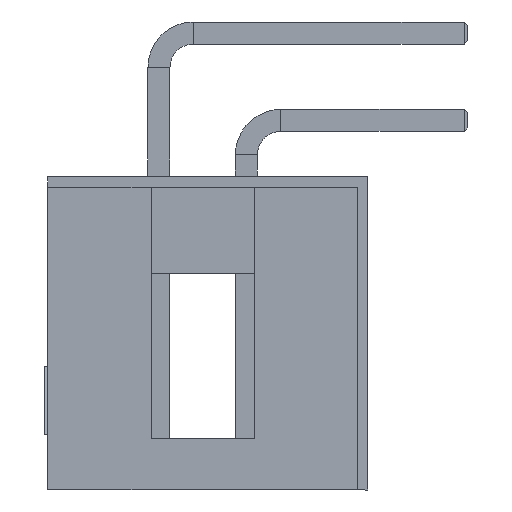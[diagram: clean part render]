
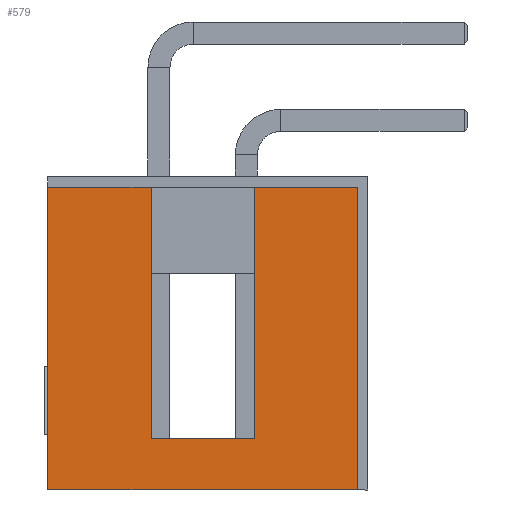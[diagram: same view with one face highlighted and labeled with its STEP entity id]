
A CAD part, left-side view. The second image highlights one B-rep face of the part: STEP entity #579.
In plain terms, the highlighted planar face has unit normal (-1, 0, 0).
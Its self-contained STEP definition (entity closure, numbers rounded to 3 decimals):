
#387 = CARTESIAN_POINT ( 'NONE',  ( -13.96, 9.3, -12.01 ) ) ;
#579 = ADVANCED_FACE ( 'NONE', ( #17682 ), #3521, .T. ) ;
#585 = EDGE_CURVE ( 'NONE', #18225, #7036, #5820, .T. ) ;
#784 = CARTESIAN_POINT ( 'NONE',  ( -13.96, 6.3, -3.21 ) ) ;
#1159 = DIRECTION ( 'NONE',  ( 0., -1., 0. ) ) ;
#1326 = DIRECTION ( 'NONE',  ( 0., 1., 0. ) ) ;
#1631 = EDGE_CURVE ( 'NONE', #11823, #15055, #20252, .T. ) ;
#1848 = VERTEX_POINT ( 'NONE', #5975 ) ;
#2683 = DIRECTION ( 'NONE',  ( 0., 0., 1. ) ) ;
#2692 = LINE ( 'NONE', #7860, #15345 ) ;
#2703 = VECTOR ( 'NONE', #19595, 1000. ) ;
#3521 = PLANE ( 'NONE',  #18091 ) ;
#3578 = ORIENTED_EDGE ( 'NONE', *, *, #6665, .T. ) ;
#3881 = EDGE_CURVE ( 'NONE', #1848, #15055, #7007, .T. ) ;
#3891 = LINE ( 'NONE', #15142, #16068 ) ;
#3967 = ORIENTED_EDGE ( 'NONE', *, *, #585, .F. ) ;
#4092 = DIRECTION ( 'NONE',  ( 0., 0., 1. ) ) ;
#4438 = LINE ( 'NONE', #7450, #17713 ) ;
#4887 = VECTOR ( 'NONE', #1159, 1000. ) ;
#5580 = VERTEX_POINT ( 'NONE', #9722 ) ;
#5702 = ORIENTED_EDGE ( 'NONE', *, *, #11704, .T. ) ;
#5820 = LINE ( 'NONE', #7579, #4887 ) ;
#5900 = DIRECTION ( 'NONE',  ( 0., 0., 1. ) ) ;
#5975 = CARTESIAN_POINT ( 'NONE',  ( -13.96, 3.3, -3.21 ) ) ;
#6665 = EDGE_CURVE ( 'NONE', #17860, #11823, #7124, .T. ) ;
#7007 = LINE ( 'NONE', #13310, #2703 ) ;
#7036 = VERTEX_POINT ( 'NONE', #784 ) ;
#7124 = LINE ( 'NONE', #13432, #19125 ) ;
#7449 = LINE ( 'NONE', #9180, #11226 ) ;
#7450 = CARTESIAN_POINT ( 'NONE',  ( -13.96, 4.8, -10.51 ) ) ;
#7579 = CARTESIAN_POINT ( 'NONE',  ( -13.96, 4.8, -3.21 ) ) ;
#7653 = ORIENTED_EDGE ( 'NONE', *, *, #3881, .F. ) ;
#7860 = CARTESIAN_POINT ( 'NONE',  ( -13.96, 9.3, -12.01 ) ) ;
#8022 = ORIENTED_EDGE ( 'NONE', *, *, #1631, .T. ) ;
#8512 = VECTOR ( 'NONE', #5900, 1000. ) ;
#8933 = CARTESIAN_POINT ( 'NONE',  ( -13.96, 3.3, -10.51 ) ) ;
#9111 = DIRECTION ( 'NONE',  ( -1., 0., 0. ) ) ;
#9180 = CARTESIAN_POINT ( 'NONE',  ( -13.96, 3.3, -10.51 ) ) ;
#9532 = ORIENTED_EDGE ( 'NONE', *, *, #19109, .F. ) ;
#9717 = CARTESIAN_POINT ( 'NONE',  ( -13.96, 9.3, -3.21 ) ) ;
#9722 = CARTESIAN_POINT ( 'NONE',  ( -13.96, 6.3, -10.51 ) ) ;
#11226 = VECTOR ( 'NONE', #2683, 1000. ) ;
#11559 = EDGE_CURVE ( 'NONE', #19591, #5580, #4438, .T. ) ;
#11704 = EDGE_CURVE ( 'NONE', #5580, #7036, #3891, .T. ) ;
#11823 = VERTEX_POINT ( 'NONE', #13897 ) ;
#12233 = DIRECTION ( 'NONE',  ( 0., 1., 0. ) ) ;
#13310 = CARTESIAN_POINT ( 'NONE',  ( -13.96, 4.8, -3.21 ) ) ;
#13432 = CARTESIAN_POINT ( 'NONE',  ( -13.96, 4.8, -12.01 ) ) ;
#13748 = DIRECTION ( 'NONE',  ( 0., 0., 1. ) ) ;
#13897 = CARTESIAN_POINT ( 'NONE',  ( -13.96, 0.3, -12.01 ) ) ;
#14045 = EDGE_LOOP ( 'NONE', ( #7653, #17200, #20180, #5702, #3967, #9532, #3578, #8022 ) ) ;
#14369 = EDGE_CURVE ( 'NONE', #19591, #1848, #7449, .T. ) ;
#15055 = VERTEX_POINT ( 'NONE', #18641 ) ;
#15142 = CARTESIAN_POINT ( 'NONE',  ( -13.96, 6.3, -10.51 ) ) ;
#15345 = VECTOR ( 'NONE', #13748, 1000. ) ;
#15612 = CARTESIAN_POINT ( 'NONE',  ( -13.96, 0.3, -12.01 ) ) ;
#16068 = VECTOR ( 'NONE', #4092, 1000. ) ;
#17200 = ORIENTED_EDGE ( 'NONE', *, *, #14369, .F. ) ;
#17682 = FACE_OUTER_BOUND ( 'NONE', #14045, .T. ) ;
#17713 = VECTOR ( 'NONE', #1326, 1000. ) ;
#17860 = VERTEX_POINT ( 'NONE', #387 ) ;
#18091 = AXIS2_PLACEMENT_3D ( 'NONE', #19308, #9111, #12233 ) ;
#18225 = VERTEX_POINT ( 'NONE', #9717 ) ;
#18641 = CARTESIAN_POINT ( 'NONE',  ( -13.96, 0.3, -3.21 ) ) ;
#19109 = EDGE_CURVE ( 'NONE', #17860, #18225, #2692, .T. ) ;
#19125 = VECTOR ( 'NONE', #19615, 1000. ) ;
#19308 = CARTESIAN_POINT ( 'NONE',  ( -13.96, 4.8, -12.01 ) ) ;
#19591 = VERTEX_POINT ( 'NONE', #8933 ) ;
#19595 = DIRECTION ( 'NONE',  ( 0., -1., 0. ) ) ;
#19615 = DIRECTION ( 'NONE',  ( 0., -1., 0. ) ) ;
#20180 = ORIENTED_EDGE ( 'NONE', *, *, #11559, .T. ) ;
#20252 = LINE ( 'NONE', #15612, #8512 ) ;
